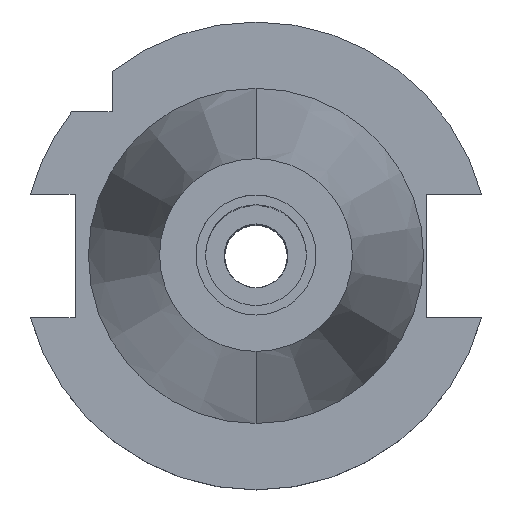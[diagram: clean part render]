
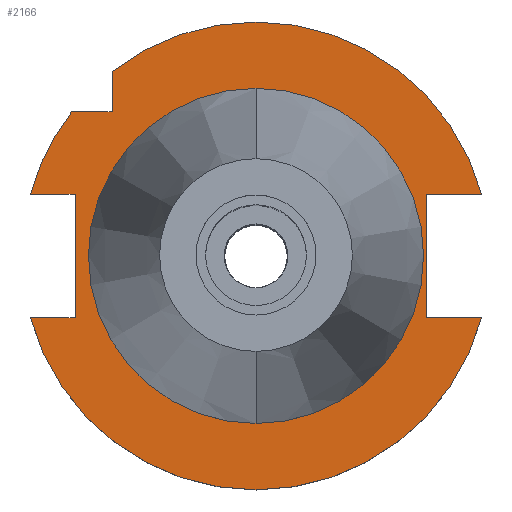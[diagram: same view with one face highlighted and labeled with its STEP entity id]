
A CAD part, top view. The second image highlights one B-rep face of the part: STEP entity #2166.
In plain terms, the highlighted planar face has unit normal (0, 0, 1).
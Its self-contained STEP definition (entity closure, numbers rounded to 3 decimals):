
#517=DIRECTION('',(1.,0.,0.));
#518=VECTOR('',#517,11.526);
#519=CARTESIAN_POINT('',(35.5,12.85,-3.2));
#520=LINE('',#519,#518);
#587=DIRECTION('',(-1.,0.,0.));
#588=VECTOR('',#587,9.326);
#589=CARTESIAN_POINT('',(-37.7,-12.85,-3.2));
#590=LINE('',#589,#588);
#601=DIRECTION('',(0.,-1.,0.));
#602=VECTOR('',#601,25.7);
#603=CARTESIAN_POINT('',(-37.7,12.85,-3.2));
#604=LINE('',#603,#602);
#650=DIRECTION('',(-1.,0.,0.));
#651=VECTOR('',#650,8.426);
#652=CARTESIAN_POINT('',(-30.,30.,-3.2));
#653=LINE('',#652,#651);
#674=DIRECTION('',(0.,1.,0.));
#675=VECTOR('',#674,8.426);
#676=CARTESIAN_POINT('',(-30.,30.,-3.2));
#677=LINE('',#676,#675);
#681=CARTESIAN_POINT('',(0.,0.,-3.2));
#682=DIRECTION('',(0.,0.,-1.));
#683=DIRECTION('',(-0.615,0.788,0.));
#684=AXIS2_PLACEMENT_3D('',#681,#682,#683);
#689=CARTESIAN_POINT('',(0.,0.,-3.2));
#690=DIRECTION('',(0.,0.,-1.));
#691=DIRECTION('',(0.,1.,0.));
#692=AXIS2_PLACEMENT_3D('',#689,#690,#691);
#697=DIRECTION('',(0.,-1.,0.));
#698=VECTOR('',#697,25.7);
#699=CARTESIAN_POINT('',(35.5,12.85,-3.2));
#700=LINE('',#699,#698);
#704=DIRECTION('',(1.,0.,0.));
#705=VECTOR('',#704,11.526);
#706=CARTESIAN_POINT('',(35.5,-12.85,-3.2));
#707=LINE('',#706,#705);
#711=CARTESIAN_POINT('',(0.,0.,-3.2));
#712=DIRECTION('',(0.,0.,-1.));
#713=DIRECTION('',(0.965,-0.264,0.));
#714=AXIS2_PLACEMENT_3D('',#711,#712,#713);
#719=CARTESIAN_POINT('',(0.,0.,-3.2));
#720=DIRECTION('',(0.,0.,-1.));
#721=DIRECTION('',(0.,-1.,0.));
#722=AXIS2_PLACEMENT_3D('',#719,#720,#721);
#727=DIRECTION('',(-1.,0.,0.));
#728=VECTOR('',#727,9.326);
#729=CARTESIAN_POINT('',(-37.7,12.85,-3.2));
#730=LINE('',#729,#728);
#734=CARTESIAN_POINT('',(0.,0.,-3.2));
#735=DIRECTION('',(0.,0.,-1.));
#736=DIRECTION('',(-0.965,0.264,0.));
#737=AXIS2_PLACEMENT_3D('',#734,#735,#736);
#742=CARTESIAN_POINT('',(0.,0.,-3.2));
#743=DIRECTION('',(0.,0.,1.));
#744=DIRECTION('',(0.,-1.,0.));
#745=AXIS2_PLACEMENT_3D('',#742,#743,#744);
#750=CARTESIAN_POINT('',(0.,0.,-3.2));
#751=DIRECTION('',(0.,0.,1.));
#752=DIRECTION('',(0.,1.,0.));
#753=AXIS2_PLACEMENT_3D('',#750,#751,#752);
#1400=CARTESIAN_POINT('',(-30.,38.426,-3.2));
#1401=VERTEX_POINT('',#1400);
#1402=CARTESIAN_POINT('',(-30.,30.,-3.2));
#1403=VERTEX_POINT('',#1402);
#1418=CARTESIAN_POINT('',(-37.7,-12.85,-3.2));
#1419=VERTEX_POINT('',#1418);
#1420=CARTESIAN_POINT('',(-47.026,-12.85,-3.2));
#1421=VERTEX_POINT('',#1420);
#1431=CARTESIAN_POINT('',(-37.7,12.85,-3.2));
#1432=VERTEX_POINT('',#1431);
#1441=CARTESIAN_POINT('',(-47.026,12.85,-3.2));
#1442=VERTEX_POINT('',#1441);
#1489=CARTESIAN_POINT('',(0.,-48.75,-3.2));
#1490=VERTEX_POINT('',#1489);
#1491=CARTESIAN_POINT('',(47.026,-12.85,-3.2));
#1492=VERTEX_POINT('',#1491);
#1493=CARTESIAN_POINT('',(47.026,12.85,-3.2));
#1494=VERTEX_POINT('',#1493);
#1495=CARTESIAN_POINT('',(0.,48.75,-3.2));
#1496=VERTEX_POINT('',#1495);
#1497=CARTESIAN_POINT('',(-38.426,30.,-3.2));
#1498=VERTEX_POINT('',#1497);
#1499=CARTESIAN_POINT('',(35.5,12.85,-3.2));
#1500=VERTEX_POINT('',#1499);
#1501=CARTESIAN_POINT('',(35.5,-12.85,-3.2));
#1502=VERTEX_POINT('',#1501);
#1503=CARTESIAN_POINT('',(0.,-34.925,-3.2));
#1504=CARTESIAN_POINT('',(0.,34.925,-3.2));
#1505=VERTEX_POINT('',#1503);
#1506=VERTEX_POINT('',#1504);
#2135=CARTESIAN_POINT('',(0.,0.,-3.2));
#2136=DIRECTION('',(0.,0.,-1.));
#2137=DIRECTION('',(0.,-1.,0.));
#2138=AXIS2_PLACEMENT_3D('',#2135,#2136,#2137);
#2139=PLANE('',#2138);
#2140=ORIENTED_EDGE('',*,*,#1923,.T.);
#2142=ORIENTED_EDGE('',*,*,#2141,.T.);
#2144=ORIENTED_EDGE('',*,*,#2143,.T.);
#2145=ORIENTED_EDGE('',*,*,#1955,.F.);
#2146=ORIENTED_EDGE('',*,*,#1981,.T.);
#2147=ORIENTED_EDGE('',*,*,#2007,.T.);
#2149=ORIENTED_EDGE('',*,*,#2148,.T.);
#2151=ORIENTED_EDGE('',*,*,#2150,.T.);
#2152=ORIENTED_EDGE('',*,*,#2038,.F.);
#2153=ORIENTED_EDGE('',*,*,#2064,.F.);
#2154=ORIENTED_EDGE('',*,*,#2090,.T.);
#2156=ORIENTED_EDGE('',*,*,#2155,.T.);
#2157=ORIENTED_EDGE('',*,*,#2117,.F.);
#2158=EDGE_LOOP('',(#2140,#2142,#2144,#2145,#2146,#2147,#2149,#2151,#2152,#2153,
#2154,#2156,#2157));
#2159=FACE_OUTER_BOUND('',#2158,.F.);
#2161=ORIENTED_EDGE('',*,*,#2160,.T.);
#2163=ORIENTED_EDGE('',*,*,#2162,.T.);
#2164=EDGE_LOOP('',(#2161,#2163));
#2165=FACE_BOUND('',#2164,.F.);
#685=CIRCLE('',#684,48.75);
#693=CIRCLE('',#692,48.75);
#715=CIRCLE('',#714,48.75);
#723=CIRCLE('',#722,48.75);
#738=CIRCLE('',#737,48.75);
#746=CIRCLE('',#745,34.925);
#754=CIRCLE('',#753,34.925);
#1923=EDGE_CURVE('',#1403,#1401,#677,.T.);
#1955=EDGE_CURVE('',#1500,#1494,#520,.T.);
#1981=EDGE_CURVE('',#1500,#1502,#700,.T.);
#2007=EDGE_CURVE('',#1502,#1492,#707,.T.);
#2038=EDGE_CURVE('',#1419,#1421,#590,.T.);
#2064=EDGE_CURVE('',#1432,#1419,#604,.T.);
#2090=EDGE_CURVE('',#1432,#1442,#730,.T.);
#2117=EDGE_CURVE('',#1403,#1498,#653,.T.);
#2141=EDGE_CURVE('',#1401,#1496,#685,.T.);
#2143=EDGE_CURVE('',#1496,#1494,#693,.T.);
#2148=EDGE_CURVE('',#1492,#1490,#715,.T.);
#2150=EDGE_CURVE('',#1490,#1421,#723,.T.);
#2155=EDGE_CURVE('',#1442,#1498,#738,.T.);
#2160=EDGE_CURVE('',#1505,#1506,#746,.T.);
#2162=EDGE_CURVE('',#1506,#1505,#754,.T.);
#2166=ADVANCED_FACE('',(#2159,#2165),#2139,.F.);
